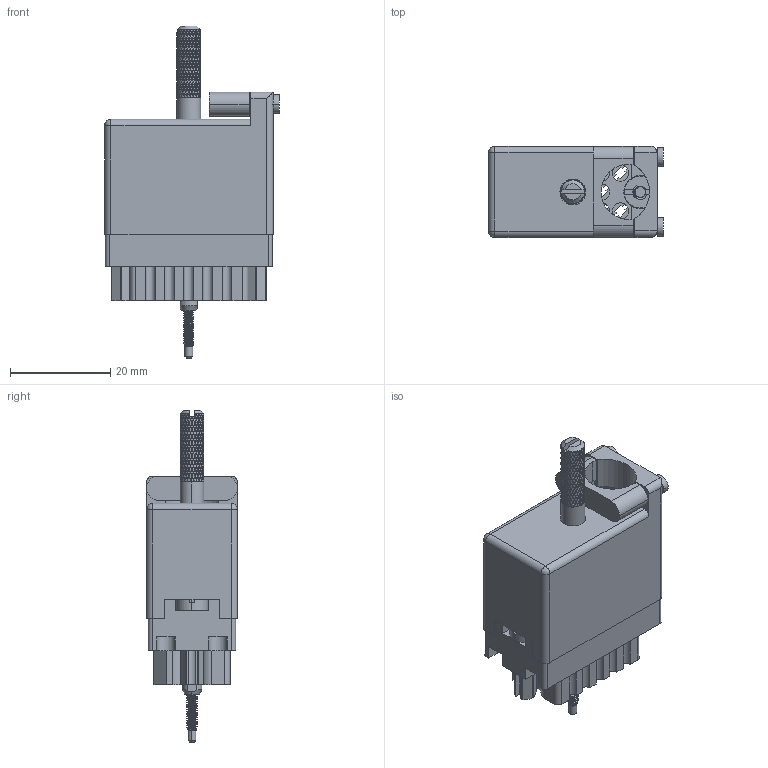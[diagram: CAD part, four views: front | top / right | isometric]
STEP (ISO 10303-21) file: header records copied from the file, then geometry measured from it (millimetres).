
FILE_DESCRIPTION (( 'STEP AP203' ), '1' );
FILE_NAME ('519-014-000-461.STEP', '2020-09-09T17:39:50', ( '' ), ( '' ), 'SwSTEP 2.0', 'SolidWorks 2020', '' );
FILE_SCHEMA (( 'CONFIG_CONTROL_DESIGN' ));
Length unit declared in the file: inch
Products named in the file (12): 519 Receptacle Insulator_014; 516-250-020-111; 516-221-020-102_014; 516-252-021-102_014; 516-253-025-100; 516-251-025-100; Actuating Screw Assy 020; 519-014-000-461; 516-250-021-102_519; 516-252-022-102; 516-230-001_Metal - 020 Top Entry; 516-221-020-102_015
Assembly tree (12 placements, depth 3):
  519-014-000-461
    519 Receptacle Insulator_014
    Actuating Screw Assy 020
      516-251-025-100
      516-250-021-102_519
      516-250-020-111
      516-253-025-100
      516-252-022-102
    516-252-021-102_014  x2
    516-221-020-102_014
    516-221-020-102_015
    516-230-001_Metal - 020 Top Entry
Bounding box: 34.92 x 18.16 x 66.29 mm (x, y, z)
Volume: 11047 mm3; surface area: 15079.6 mm2
Topology: 11 solids, 11 shells, 3393 faces, 7603 edges, 4240 vertices
Faces by surface type: bspline 2050, cylinder 806, plane 479, cone 56, sphere 2
Entity records: 185496 total; most frequent: CARTESIAN_POINT 133434, ORIENTED_EDGE 15014, EDGE_CURVE 7507, DIRECTION 5369, VERTEX_POINT 4180, EDGE_LOOP 3439, ADVANCED_FACE 3362, FACE_OUTER_BOUND 3362
